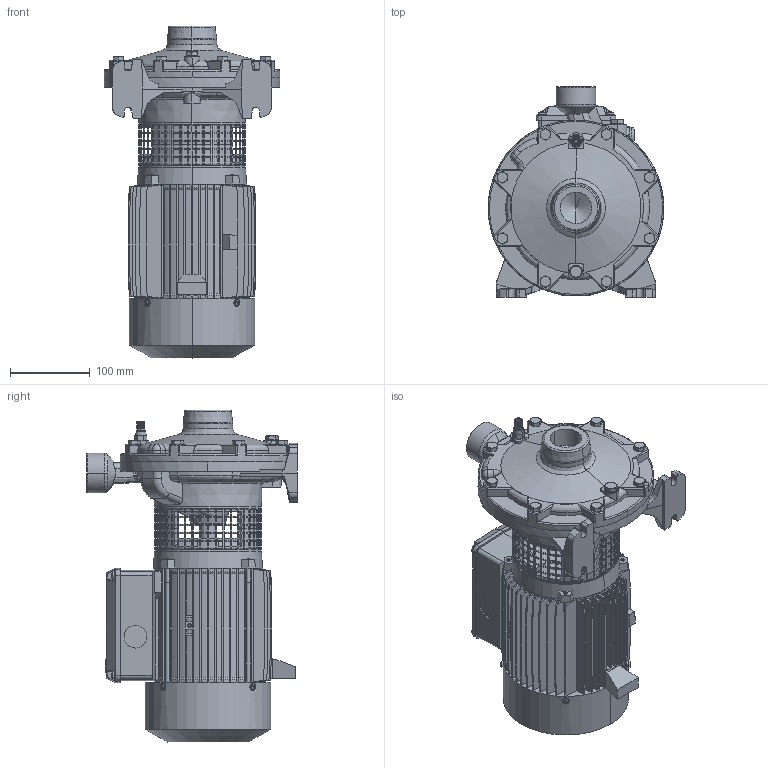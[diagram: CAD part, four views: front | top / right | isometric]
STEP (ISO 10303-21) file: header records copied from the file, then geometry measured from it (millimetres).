
FILE_DESCRIPTION (( 'STEP AP214' ), '1' );
FILE_NAME ('4_93_449_02_REV01.step', '2022-08-04T08:03:00', ( '' ), ( '' ), 'SwSTEP 2.0', 'SolidWorks 2020', '' );
FILE_SCHEMA (( 'AUTOMOTIVE_DESIGN' ));
Length unit declared in the file: millimetre
Products named in the file (2): 4_93_449_02_REV01; Copia di 4_93_449_02_REV01^4_93_449_02_REV01
Assembly tree (1 placements, depth 2):
  4_93_449_02_REV01
    Copia di 4_93_449_02_REV01^4_93_449_02_REV01
Bounding box: 220.42 x 264 x 416 mm (x, y, z)
Volume: 7176107 mm3; surface area: 712544.3 mm2
Topology: 17 solids, 17 shells, 3850 faces, 10902 edges, 7157 vertices
Faces by surface type: plane 2053, bspline 1181, cylinder 367, cone 231, sphere 16, torus 2
Entity records: 146310 total; most frequent: CARTESIAN_POINT 51939, ORIENTED_EDGE 21762, DIRECTION 15833, EDGE_CURVE 10881, VERTEX_POINT 7157, VECTOR 6761, LINE 6761, AXIS2_PLACEMENT_3D 4536
